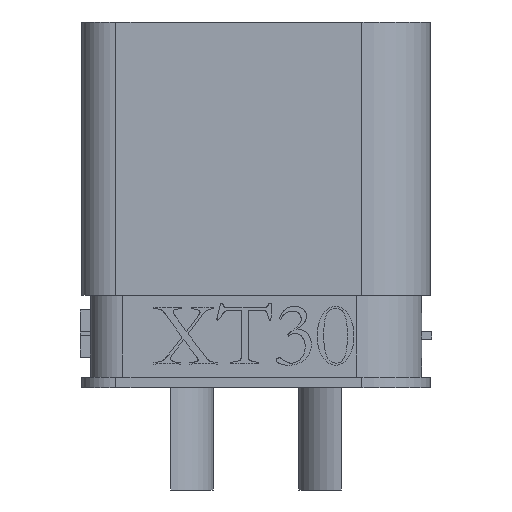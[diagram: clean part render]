
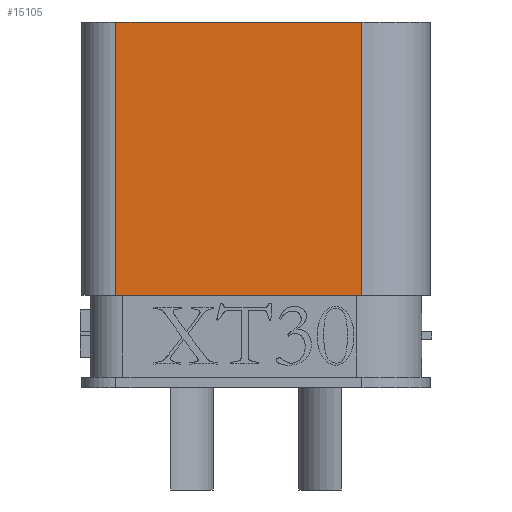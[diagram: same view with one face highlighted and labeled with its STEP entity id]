
A CAD part, left-side view. The second image highlights one B-rep face of the part: STEP entity #15105.
In plain terms, the highlighted planar face has unit normal (-1, 0, 0).
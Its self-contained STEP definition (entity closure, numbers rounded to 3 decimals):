
#849=CARTESIAN_POINT('Vertex',(-2.6,-3.1,2.7)) ;
#854=CARTESIAN_POINT('Line Origine',(-2.6,0.5,2.7)) ;
#858=CARTESIAN_POINT('Vertex',(-2.6,4.1,2.7)) ;
#7987=CARTESIAN_POINT('Axis2P3D Location',(-2.6,-3.1,0.)) ;
#15068=CARTESIAN_POINT('Line Origine',(-2.6,4.1,5.35)) ;
#15072=CARTESIAN_POINT('Vertex',(-2.6,4.1,10.7)) ;
#15087=CARTESIAN_POINT('Line Origine',(-2.6,-3.1,6.7)) ;
#15091=CARTESIAN_POINT('Vertex',(-2.6,-3.1,10.7)) ;
#15094=CARTESIAN_POINT('Line Origine',(-2.6,0.5,10.7)) ;
#855=DIRECTION('Vector Direction',(0.,1.,0.)) ;
#7988=DIRECTION('Axis2P3D Direction',(1.,0.,0.)) ;
#7989=DIRECTION('Axis2P3D XDirection',(0.,1.,0.)) ;
#15069=DIRECTION('Vector Direction',(0.,0.,1.)) ;
#15088=DIRECTION('Vector Direction',(0.,0.,1.)) ;
#15095=DIRECTION('Vector Direction',(0.,1.,0.)) ;
#7990=AXIS2_PLACEMENT_3D('Plane Axis2P3D',#7987,#7988,#7989) ;
#15100=ORIENTED_EDGE('',*,*,#860,.F.) ;
#15101=ORIENTED_EDGE('',*,*,#15093,.T.) ;
#15102=ORIENTED_EDGE('',*,*,#15098,.F.) ;
#15103=ORIENTED_EDGE('',*,*,#15074,.F.) ;
#856=VECTOR('Line Direction',#855,1.) ;
#15070=VECTOR('Line Direction',#15069,1.) ;
#15089=VECTOR('Line Direction',#15088,1.) ;
#15096=VECTOR('Line Direction',#15095,1.) ;
#15105=ADVANCED_FACE('\X2\96F64EF651E04F554F53\X0\',(#15104),#7991,.F.) ;
#860=EDGE_CURVE('',#850,#859,#857,.T.) ;
#15074=EDGE_CURVE('',#859,#15073,#15071,.T.) ;
#15093=EDGE_CURVE('',#850,#15092,#15090,.T.) ;
#15098=EDGE_CURVE('',#15073,#15092,#15097,.F.) ;
#15099=EDGE_LOOP('',(#15100,#15101,#15102,#15103)) ;
#15104=FACE_OUTER_BOUND('',#15099,.T.) ;
#857=LINE('Line',#854,#856) ;
#15071=LINE('Line',#15068,#15070) ;
#15090=LINE('Line',#15087,#15089) ;
#15097=LINE('Line',#15094,#15096) ;
#7991=PLANE('',#7990) ;
#850=VERTEX_POINT('',#849) ;
#859=VERTEX_POINT('',#858) ;
#15073=VERTEX_POINT('',#15072) ;
#15092=VERTEX_POINT('',#15091) ;
